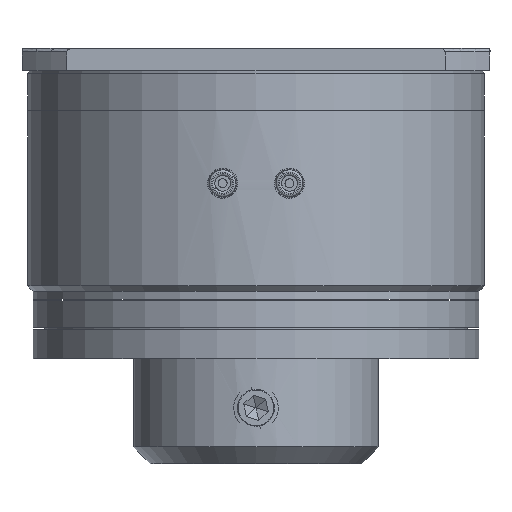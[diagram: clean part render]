
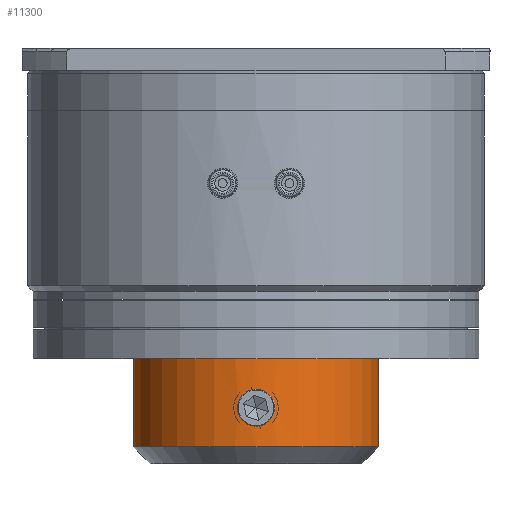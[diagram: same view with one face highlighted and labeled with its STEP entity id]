
A CAD part, front view. The second image highlights one B-rep face of the part: STEP entity #11300.
In plain terms, the highlighted cylindrical face has radius 11 mm (diameter 22 mm), a partial arc.
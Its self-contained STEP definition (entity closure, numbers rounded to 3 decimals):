
#57 = CARTESIAN_POINT ( 'NONE',  ( 1.014, -10.954, -5.681 ) ) ;
#123 = CARTESIAN_POINT ( 'NONE',  ( 0., 0., -10.5 ) ) ;
#171 = CARTESIAN_POINT ( 'NONE',  ( 0.83, -10.97, -5.558 ) ) ;
#334 = DIRECTION ( 'NONE',  ( 0., 0., 1. ) ) ;
#824 = AXIS2_PLACEMENT_3D ( 'NONE', #123, #3986, #9256 ) ;
#1024 = CARTESIAN_POINT ( 'NONE',  ( 0., -11., -8.65 ) ) ;
#1090 = CARTESIAN_POINT ( 'NONE',  ( 0.215, -11., -5.35 ) ) ;
#1143 = CARTESIAN_POINT ( 'NONE',  ( 1.431, -10.907, -6.172 ) ) ;
#1205 = CARTESIAN_POINT ( 'NONE',  ( 1.312, -10.922, -5.993 ) ) ;
#1240 = CYLINDRICAL_SURFACE ( 'NONE', #10730, 11. ) ;
#1476 = ORIENTED_EDGE ( 'NONE', *, *, #9576, .T. ) ;
#1669 = DIRECTION ( 'NONE',  ( 0., 0., 1. ) ) ;
#1777 = CARTESIAN_POINT ( 'NONE',  ( -0.217, -10.998, -8.639 ) ) ;
#1915 = VERTEX_POINT ( 'NONE', #2572 ) ;
#1935 = CARTESIAN_POINT ( 'NONE',  ( 1.639, -10.877, -7.215 ) ) ;
#2237 = B_SPLINE_CURVE_WITH_KNOTS ( 'NONE', 3,
 ( #10971, #9099, #1777, #7328, #4509, #11809, #2750, #6452, #5279, #11033, #10907, #5513, #6389, #9227, #9161, #3480, #8248, #6266, #8189, #2688, #7146, #8006, #10853, #3425, #4570, #11867, #3597, #11928, #7088, #10789 ),
 .UNSPECIFIED., .F., .F.,
 ( 4, 2, 2, 2, 2, 2, 2, 2, 2, 2, 2, 2, 2, 2, 4 ),
 ( 0., 0., 0.001, 0.001, 0.001, 0.002, 0.003, 0.003, 0.003, 0.004, 0.004, 0.004, 0.005, 0.005, 0.005 ),
 .UNSPECIFIED. ) ;
#2239 = VECTOR ( 'NONE', #1669, 1000. ) ;
#2279 = ORIENTED_EDGE ( 'NONE', *, *, #4844, .T. ) ;
#2306 = EDGE_CURVE ( 'NONE', #6537, #3417, #9728, .T. ) ;
#2311 = VERTEX_POINT ( 'NONE', #10221 ) ;
#2572 = CARTESIAN_POINT ( 'NONE',  ( 0., -11., -5.35 ) ) ;
#2688 = CARTESIAN_POINT ( 'NONE',  ( -1.312, -10.922, -5.994 ) ) ;
#2750 = CARTESIAN_POINT ( 'NONE',  ( -0.827, -10.969, -8.432 ) ) ;
#2756 = LINE ( 'NONE', #7333, #2239 ) ;
#2758 = EDGE_CURVE ( 'NONE', #6537, #9036, #2756, .T. ) ;
#2895 = CARTESIAN_POINT ( 'NONE',  ( 1.639, -10.877, -6.782 ) ) ;
#2957 = CARTESIAN_POINT ( 'NONE',  ( 1.565, -10.888, -6.467 ) ) ;
#3083 = CARTESIAN_POINT ( 'NONE',  ( 1.243, -10.93, -8.09 ) ) ;
#3192 = EDGE_LOOP ( 'NONE', ( #10082, #1476 ) ) ;
#3252 = DIRECTION ( 'NONE',  ( 0., 0., 1. ) ) ;
#3300 = ORIENTED_EDGE ( 'NONE', *, *, #2758, .F. ) ;
#3417 = VERTEX_POINT ( 'NONE', #5053 ) ;
#3425 = CARTESIAN_POINT ( 'NONE',  ( -0.828, -10.969, -5.569 ) ) ;
#3480 = CARTESIAN_POINT ( 'NONE',  ( -1.597, -10.883, -6.572 ) ) ;
#3483 = CARTESIAN_POINT ( 'NONE',  ( 0., 0., -2.6 ) ) ;
#3558 = EDGE_CURVE ( 'NONE', #2311, #1915, #2237, .T. ) ;
#3597 = CARTESIAN_POINT ( 'NONE',  ( -0.429, -10.992, -5.403 ) ) ;
#3674 = CIRCLE ( 'NONE', #5757, 11. ) ;
#3749 = CARTESIAN_POINT ( 'NONE',  ( 0.218, -11., -8.65 ) ) ;
#3750 = CARTESIAN_POINT ( 'NONE',  ( -11., 0., -10.5 ) ) ;
#3809 = CARTESIAN_POINT ( 'NONE',  ( 0., -11., -5.35 ) ) ;
#3986 = DIRECTION ( 'NONE',  ( 0., 0., 1. ) ) ;
#4179 = CARTESIAN_POINT ( 'NONE',  ( 11., 0., -2.6 ) ) ;
#4193 = B_SPLINE_CURVE_WITH_KNOTS ( 'NONE', 3,
 ( #3809, #1090, #8531, #171, #57, #5666, #1205, #1143, #4778, #2957, #9497, #2895, #6766, #11178, #1935, #5541, #7531, #10461, #9251, #7592, #3083, #11289, #4897, #4658, #3749, #1024 ),
 .UNSPECIFIED., .F., .F.,
 ( 4, 2, 2, 2, 2, 2, 2, 2, 2, 2, 2, 2, 4 ),
 ( 0.005, 0.006, 0.006, 0.007, 0.007, 0.007, 0.008, 0.008, 0.008, 0.009, 0.009, 0.01, 0.01 ),
 .UNSPECIFIED. ) ;
#4509 = CARTESIAN_POINT ( 'NONE',  ( -0.533, -10.988, -8.565 ) ) ;
#4570 = CARTESIAN_POINT ( 'NONE',  ( -0.732, -10.976, -5.517 ) ) ;
#4658 = CARTESIAN_POINT ( 'NONE',  ( 0.435, -10.993, -8.606 ) ) ;
#4765 = EDGE_CURVE ( 'NONE', #9036, #8476, #3674, .T. ) ;
#4778 = CARTESIAN_POINT ( 'NONE',  ( 1.482, -10.9, -6.267 ) ) ;
#4844 = EDGE_CURVE ( 'NONE', #3417, #8476, #10686, .T. ) ;
#4897 = CARTESIAN_POINT ( 'NONE',  ( 0.832, -10.97, -8.441 ) ) ;
#5053 = CARTESIAN_POINT ( 'NONE',  ( 11., 0., -10.5 ) ) ;
#5109 = DIRECTION ( 'NONE',  ( 0., 0., 1. ) ) ;
#5279 = CARTESIAN_POINT ( 'NONE',  ( -1.091, -10.946, -8.242 ) ) ;
#5513 = CARTESIAN_POINT ( 'NONE',  ( -1.606, -10.882, -7.434 ) ) ;
#5541 = CARTESIAN_POINT ( 'NONE',  ( 1.598, -10.883, -7.426 ) ) ;
#5666 = CARTESIAN_POINT ( 'NONE',  ( 1.242, -10.93, -5.909 ) ) ;
#5757 = AXIS2_PLACEMENT_3D ( 'NONE', #3483, #3252, #9955 ) ;
#6266 = CARTESIAN_POINT ( 'NONE',  ( -1.483, -10.9, -6.269 ) ) ;
#6389 = CARTESIAN_POINT ( 'NONE',  ( -1.65, -10.876, -7.216 ) ) ;
#6452 = CARTESIAN_POINT ( 'NONE',  ( -1.006, -10.954, -8.312 ) ) ;
#6537 = VERTEX_POINT ( 'NONE', #3750 ) ;
#6766 = CARTESIAN_POINT ( 'NONE',  ( 1.65, -10.876, -6.89 ) ) ;
#6800 = DIRECTION ( 'NONE',  ( 1., 0., 0. ) ) ;
#7088 = CARTESIAN_POINT ( 'NONE',  ( -0.108, -11., -5.35 ) ) ;
#7146 = CARTESIAN_POINT ( 'NONE',  ( -1.244, -10.93, -5.91 ) ) ;
#7328 = CARTESIAN_POINT ( 'NONE',  ( -0.428, -10.992, -8.597 ) ) ;
#7333 = CARTESIAN_POINT ( 'NONE',  ( -11., 0., 2.792 ) ) ;
#7531 = CARTESIAN_POINT ( 'NONE',  ( 1.566, -10.888, -7.531 ) ) ;
#7592 = CARTESIAN_POINT ( 'NONE',  ( 1.313, -10.922, -8.005 ) ) ;
#7639 = FACE_OUTER_BOUND ( 'NONE', #8933, .T. ) ;
#8006 = CARTESIAN_POINT ( 'NONE',  ( -1.09, -10.946, -5.756 ) ) ;
#8189 = CARTESIAN_POINT ( 'NONE',  ( -1.431, -10.907, -6.172 ) ) ;
#8248 = CARTESIAN_POINT ( 'NONE',  ( -1.566, -10.888, -6.469 ) ) ;
#8476 = VERTEX_POINT ( 'NONE', #4179 ) ;
#8531 = CARTESIAN_POINT ( 'NONE',  ( 0.433, -10.993, -5.393 ) ) ;
#8630 = CARTESIAN_POINT ( 'NONE',  ( 0., 0., 2.792 ) ) ;
#8933 = EDGE_LOOP ( 'NONE', ( #3300, #9661, #2279, #9147 ) ) ;
#8975 = CARTESIAN_POINT ( 'NONE',  ( -11., 0., -2.6 ) ) ;
#9036 = VERTEX_POINT ( 'NONE', #8975 ) ;
#9099 = CARTESIAN_POINT ( 'NONE',  ( -0.109, -11., -8.65 ) ) ;
#9147 = ORIENTED_EDGE ( 'NONE', *, *, #4765, .F. ) ;
#9161 = CARTESIAN_POINT ( 'NONE',  ( -1.639, -10.877, -6.783 ) ) ;
#9227 = CARTESIAN_POINT ( 'NONE',  ( -1.65, -10.876, -6.893 ) ) ;
#9251 = CARTESIAN_POINT ( 'NONE',  ( 1.433, -10.906, -7.826 ) ) ;
#9256 = DIRECTION ( 'NONE',  ( 1., 0., 0. ) ) ;
#9497 = CARTESIAN_POINT ( 'NONE',  ( 1.597, -10.883, -6.571 ) ) ;
#9543 = FACE_BOUND ( 'NONE', #3192, .T. ) ;
#9576 = EDGE_CURVE ( 'NONE', #1915, #2311, #4193, .T. ) ;
#9661 = ORIENTED_EDGE ( 'NONE', *, *, #2306, .T. ) ;
#9728 = CIRCLE ( 'NONE', #824, 11. ) ;
#9955 = DIRECTION ( 'NONE',  ( 1., 0., 0. ) ) ;
#10082 = ORIENTED_EDGE ( 'NONE', *, *, #3558, .T. ) ;
#10221 = CARTESIAN_POINT ( 'NONE',  ( 0., -11., -8.65 ) ) ;
#10461 = CARTESIAN_POINT ( 'NONE',  ( 1.483, -10.9, -7.731 ) ) ;
#10686 = LINE ( 'NONE', #11525, #11182 ) ;
#10730 = AXIS2_PLACEMENT_3D ( 'NONE', #8630, #334, #6800 ) ;
#10789 = CARTESIAN_POINT ( 'NONE',  ( 0., -11., -5.35 ) ) ;
#10853 = CARTESIAN_POINT ( 'NONE',  ( -1.007, -10.954, -5.688 ) ) ;
#10907 = CARTESIAN_POINT ( 'NONE',  ( -1.442, -10.905, -7.831 ) ) ;
#10971 = CARTESIAN_POINT ( 'NONE',  ( 0., -11., -8.65 ) ) ;
#11033 = CARTESIAN_POINT ( 'NONE',  ( -1.319, -10.922, -8.014 ) ) ;
#11178 = CARTESIAN_POINT ( 'NONE',  ( 1.65, -10.876, -7.108 ) ) ;
#11182 = VECTOR ( 'NONE', #5109, 1000. ) ;
#11289 = CARTESIAN_POINT ( 'NONE',  ( 1.016, -10.954, -8.318 ) ) ;
#11300 = ADVANCED_FACE ( 'NONE', ( #7639, #9543 ), #1240, .T. ) ;
#11525 = CARTESIAN_POINT ( 'NONE',  ( 11., 0., 2.792 ) ) ;
#11809 = CARTESIAN_POINT ( 'NONE',  ( -0.732, -10.976, -8.483 ) ) ;
#11867 = CARTESIAN_POINT ( 'NONE',  ( -0.532, -10.988, -5.434 ) ) ;
#11928 = CARTESIAN_POINT ( 'NONE',  ( -0.217, -10.998, -5.361 ) ) ;
